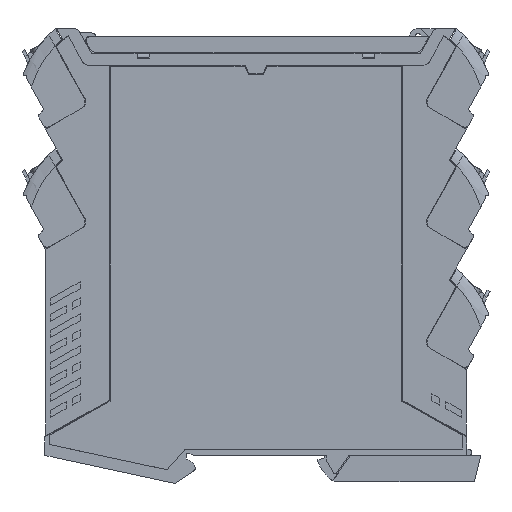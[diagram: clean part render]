
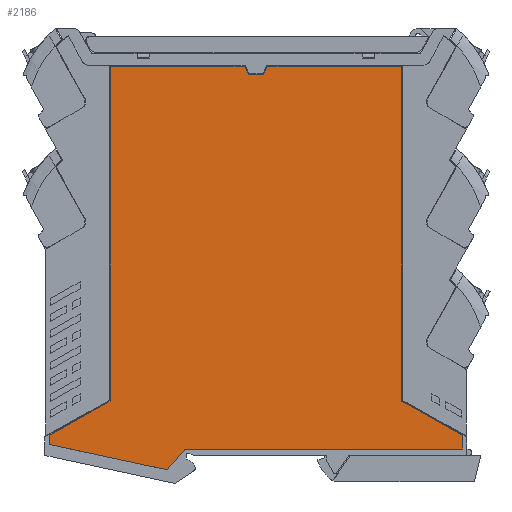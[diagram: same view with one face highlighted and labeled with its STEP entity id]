
A CAD part, left-side view. The second image highlights one B-rep face of the part: STEP entity #2186.
In plain terms, the highlighted planar face has unit normal (-1, 0, 0).
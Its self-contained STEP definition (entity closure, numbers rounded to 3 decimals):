
#2164=AXIS2_PLACEMENT_3D('Plane Axis2P3D',#2161,#2162,#2163) ;
#1155=CARTESIAN_POINT('Vertex',(0.,56.724,102.619)) ;
#1162=CARTESIAN_POINT('Vertex',(0.,60.613,102.619)) ;
#1165=CARTESIAN_POINT('Line Origine',(0.,58.669,102.619)) ;
#1183=CARTESIAN_POINT('Line Origine',(0.,56.281,103.569)) ;
#1187=CARTESIAN_POINT('Vertex',(0.,55.838,104.519)) ;
#1208=CARTESIAN_POINT('Line Origine',(0.,54.088,104.519)) ;
#1212=CARTESIAN_POINT('Vertex',(0.,52.338,104.519)) ;
#1215=CARTESIAN_POINT('Line Origine',(0.,37.203,104.519)) ;
#1219=CARTESIAN_POINT('Vertex',(0.,22.069,104.519)) ;
#1241=CARTESIAN_POINT('Line Origine',(0.,22.069,62.543)) ;
#1245=CARTESIAN_POINT('Vertex',(0.,22.069,20.566)) ;
#1266=CARTESIAN_POINT('Line Origine',(0.,14.453,16.301)) ;
#1270=CARTESIAN_POINT('Vertex',(0.,6.836,12.036)) ;
#1291=CARTESIAN_POINT('Line Origine',(0.,6.836,10.328)) ;
#1295=CARTESIAN_POINT('Vertex',(0.,6.836,8.619)) ;
#1316=CARTESIAN_POINT('Line Origine',(0.,41.616,8.619)) ;
#1320=CARTESIAN_POINT('Vertex',(0.,76.395,8.619)) ;
#1345=CARTESIAN_POINT('Control Point',(0.,76.869,8.078)) ;
#1346=CARTESIAN_POINT('Control Point',(0.,76.711,8.258)) ;
#1347=CARTESIAN_POINT('Control Point',(0.,76.553,8.439)) ;
#1348=CARTESIAN_POINT('Control Point',(0.,76.395,8.619)) ;
#1349=CARTESIAN_POINT('Vertex',(0.,76.869,8.078)) ;
#1374=CARTESIAN_POINT('Control Point',(0.,76.874,8.072)) ;
#1375=CARTESIAN_POINT('Control Point',(0.,76.872,8.074)) ;
#1376=CARTESIAN_POINT('Control Point',(0.,76.87,8.076)) ;
#1377=CARTESIAN_POINT('Control Point',(0.,76.869,8.078)) ;
#1378=CARTESIAN_POINT('Vertex',(0.,76.874,8.072)) ;
#1399=CARTESIAN_POINT('Line Origine',(0.,78.911,5.74)) ;
#1403=CARTESIAN_POINT('Vertex',(0.,80.948,3.408)) ;
#1424=CARTESIAN_POINT('Line Origine',(0.,95.724,6.588)) ;
#1428=CARTESIAN_POINT('Vertex',(0.,110.501,9.767)) ;
#1453=CARTESIAN_POINT('Line Origine',(0.,110.501,10.901)) ;
#1457=CARTESIAN_POINT('Vertex',(0.,110.501,12.036)) ;
#1478=CARTESIAN_POINT('Line Origine',(0.,102.885,16.301)) ;
#1482=CARTESIAN_POINT('Vertex',(0.,95.269,20.566)) ;
#1503=CARTESIAN_POINT('Line Origine',(0.,95.269,62.543)) ;
#1507=CARTESIAN_POINT('Vertex',(0.,95.269,104.519)) ;
#1523=CARTESIAN_POINT('Line Origine',(0.,63.249,104.519)) ;
#1527=CARTESIAN_POINT('Vertex',(0.,61.499,104.519)) ;
#1529=CARTESIAN_POINT('Vertex',(0.,64.999,104.519)) ;
#1537=CARTESIAN_POINT('Line Origine',(0.,80.134,104.519)) ;
#1556=CARTESIAN_POINT('Line Origine',(0.,61.056,103.569)) ;
#2161=CARTESIAN_POINT('Axis2P3D Location',(0.,58.669,7.019)) ;
#1166=DIRECTION('Vector Direction',(0.,1.,0.)) ;
#1184=DIRECTION('Vector Direction',(0.,-0.423,0.906)) ;
#1209=DIRECTION('Vector Direction',(0.,1.,0.)) ;
#1216=DIRECTION('Vector Direction',(0.,1.,0.)) ;
#1242=DIRECTION('Vector Direction',(0.,0.,1.)) ;
#1267=DIRECTION('Vector Direction',(0.,0.872,0.489)) ;
#1292=DIRECTION('Vector Direction',(0.,0.,1.)) ;
#1317=DIRECTION('Vector Direction',(0.,1.,0.)) ;
#1400=DIRECTION('Vector Direction',(0.,-0.658,0.753)) ;
#1425=DIRECTION('Vector Direction',(0.,-0.978,-0.21)) ;
#1454=DIRECTION('Vector Direction',(0.,0.,-1.)) ;
#1479=DIRECTION('Vector Direction',(0.,0.872,-0.489)) ;
#1504=DIRECTION('Vector Direction',(0.,0.,-1.)) ;
#1524=DIRECTION('Vector Direction',(0.,1.,0.)) ;
#1538=DIRECTION('Vector Direction',(0.,1.,0.)) ;
#1557=DIRECTION('Vector Direction',(0.,0.423,0.906)) ;
#2162=DIRECTION('Axis2P3D Direction',(-1.,0.,0.)) ;
#2163=DIRECTION('Axis2P3D XDirection',(0.,1.,0.)) ;
#1167=VECTOR('Line Direction',#1166,1.) ;
#1185=VECTOR('Line Direction',#1184,1.) ;
#1210=VECTOR('Line Direction',#1209,1.) ;
#1217=VECTOR('Line Direction',#1216,1.) ;
#1243=VECTOR('Line Direction',#1242,1.) ;
#1268=VECTOR('Line Direction',#1267,1.) ;
#1293=VECTOR('Line Direction',#1292,1.) ;
#1318=VECTOR('Line Direction',#1317,1.) ;
#1401=VECTOR('Line Direction',#1400,1.) ;
#1426=VECTOR('Line Direction',#1425,1.) ;
#1455=VECTOR('Line Direction',#1454,1.) ;
#1480=VECTOR('Line Direction',#1479,1.) ;
#1505=VECTOR('Line Direction',#1504,1.) ;
#1525=VECTOR('Line Direction',#1524,1.) ;
#1539=VECTOR('Line Direction',#1538,1.) ;
#1558=VECTOR('Line Direction',#1557,1.) ;
#2167=ORIENTED_EDGE('',*,*,#1169,.T.) ;
#2168=ORIENTED_EDGE('',*,*,#1560,.T.) ;
#2169=ORIENTED_EDGE('',*,*,#1531,.T.) ;
#2170=ORIENTED_EDGE('',*,*,#1541,.T.) ;
#2171=ORIENTED_EDGE('',*,*,#1509,.T.) ;
#2172=ORIENTED_EDGE('',*,*,#1484,.T.) ;
#2173=ORIENTED_EDGE('',*,*,#1459,.T.) ;
#2174=ORIENTED_EDGE('',*,*,#1430,.T.) ;
#2175=ORIENTED_EDGE('',*,*,#1405,.T.) ;
#2176=ORIENTED_EDGE('',*,*,#1380,.T.) ;
#2177=ORIENTED_EDGE('',*,*,#1351,.T.) ;
#2178=ORIENTED_EDGE('',*,*,#1322,.T.) ;
#2179=ORIENTED_EDGE('',*,*,#1297,.T.) ;
#2180=ORIENTED_EDGE('',*,*,#1272,.T.) ;
#2181=ORIENTED_EDGE('',*,*,#1247,.T.) ;
#2182=ORIENTED_EDGE('',*,*,#1221,.T.) ;
#2183=ORIENTED_EDGE('',*,*,#1214,.T.) ;
#2184=ORIENTED_EDGE('',*,*,#1189,.T.) ;
#2186=ADVANCED_FACE('CH20M12_B_BK_BK_BASE',(#2185),#2165,.T.) ;
#1344=B_SPLINE_CURVE_WITH_KNOTS('',3,(#1345,#1346,#1347,#1348),.UNSPECIFIED.,.F.,.U.,(4,4),(183.365,184.084),.UNSPECIFIED.) ;
#1373=B_SPLINE_CURVE_WITH_KNOTS('',3,(#1374,#1375,#1376,#1377),.UNSPECIFIED.,.F.,.U.,(4,4),(183.357,183.365),.UNSPECIFIED.) ;
#1169=EDGE_CURVE('',#1156,#1163,#1168,.T.) ;
#1189=EDGE_CURVE('',#1188,#1156,#1186,.F.) ;
#1214=EDGE_CURVE('',#1213,#1188,#1211,.T.) ;
#1221=EDGE_CURVE('',#1220,#1213,#1218,.T.) ;
#1247=EDGE_CURVE('',#1246,#1220,#1244,.T.) ;
#1272=EDGE_CURVE('',#1271,#1246,#1269,.T.) ;
#1297=EDGE_CURVE('',#1296,#1271,#1294,.T.) ;
#1322=EDGE_CURVE('',#1321,#1296,#1319,.F.) ;
#1351=EDGE_CURVE('',#1350,#1321,#1344,.T.) ;
#1380=EDGE_CURVE('',#1379,#1350,#1373,.T.) ;
#1405=EDGE_CURVE('',#1404,#1379,#1402,.T.) ;
#1430=EDGE_CURVE('',#1429,#1404,#1427,.T.) ;
#1459=EDGE_CURVE('',#1458,#1429,#1456,.T.) ;
#1484=EDGE_CURVE('',#1483,#1458,#1481,.T.) ;
#1509=EDGE_CURVE('',#1508,#1483,#1506,.T.) ;
#1531=EDGE_CURVE('',#1528,#1530,#1526,.T.) ;
#1541=EDGE_CURVE('',#1530,#1508,#1540,.T.) ;
#1560=EDGE_CURVE('',#1163,#1528,#1559,.T.) ;
#2166=EDGE_LOOP('',(#2167,#2168,#2169,#2170,#2171,#2172,#2173,#2174,#2175,#2176,#2177,#2178,#2179,#2180,#2181,#2182,#2183,#2184)) ;
#2185=FACE_OUTER_BOUND('',#2166,.T.) ;
#1168=LINE('Line',#1165,#1167) ;
#1186=LINE('Line',#1183,#1185) ;
#1211=LINE('Line',#1208,#1210) ;
#1218=LINE('Line',#1215,#1217) ;
#1244=LINE('Line',#1241,#1243) ;
#1269=LINE('Line',#1266,#1268) ;
#1294=LINE('Line',#1291,#1293) ;
#1319=LINE('Line',#1316,#1318) ;
#1402=LINE('Line',#1399,#1401) ;
#1427=LINE('Line',#1424,#1426) ;
#1456=LINE('Line',#1453,#1455) ;
#1481=LINE('Line',#1478,#1480) ;
#1506=LINE('Line',#1503,#1505) ;
#1526=LINE('Line',#1523,#1525) ;
#1540=LINE('Line',#1537,#1539) ;
#1559=LINE('Line',#1556,#1558) ;
#2165=PLANE('',#2164) ;
#1156=VERTEX_POINT('',#1155) ;
#1163=VERTEX_POINT('',#1162) ;
#1188=VERTEX_POINT('',#1187) ;
#1213=VERTEX_POINT('',#1212) ;
#1220=VERTEX_POINT('',#1219) ;
#1246=VERTEX_POINT('',#1245) ;
#1271=VERTEX_POINT('',#1270) ;
#1296=VERTEX_POINT('',#1295) ;
#1321=VERTEX_POINT('',#1320) ;
#1350=VERTEX_POINT('',#1349) ;
#1379=VERTEX_POINT('',#1378) ;
#1404=VERTEX_POINT('',#1403) ;
#1429=VERTEX_POINT('',#1428) ;
#1458=VERTEX_POINT('',#1457) ;
#1483=VERTEX_POINT('',#1482) ;
#1508=VERTEX_POINT('',#1507) ;
#1528=VERTEX_POINT('',#1527) ;
#1530=VERTEX_POINT('',#1529) ;
